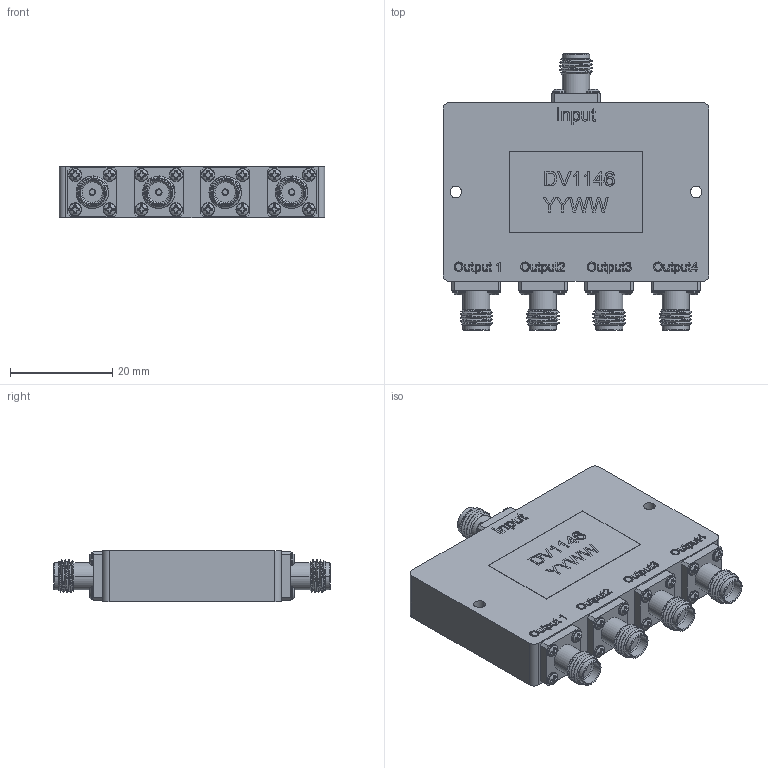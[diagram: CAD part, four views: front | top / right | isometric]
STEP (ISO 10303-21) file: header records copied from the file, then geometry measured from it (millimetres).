
FILE_DESCRIPTION (( 'STEP AP214' ), '1' );
FILE_NAME ('FMDV1146_3D.step', '2023-03-08T23:07:40', ( '' ), ( '' ), 'SwSTEP 2.0', 'SolidWorks 2022', '' );
FILE_SCHEMA (( 'AUTOMOTIVE_DESIGN' ));
Products named in the file (1): FMDV1146_3D
Bounding box: 52 x 54.15 x 10.08 mm (x, y, z)
Volume: 19607.6 mm3; surface area: 7769.7 mm2
Topology: 1 solids, 29 shells, 2248 faces, 6066 edges, 4019 vertices
Faces by surface type: plane 894, cylinder 782, bspline 292, cone 180, torus 80, sphere 20
Entity records: 113155 total; most frequent: CARTESIAN_POINT 61075, ORIENTED_EDGE 12092, DIRECTION 9365, EDGE_CURVE 6046, VERTEX_POINT 4019, AXIS2_PLACEMENT_3D 3311, VECTOR 2743, LINE 2743
